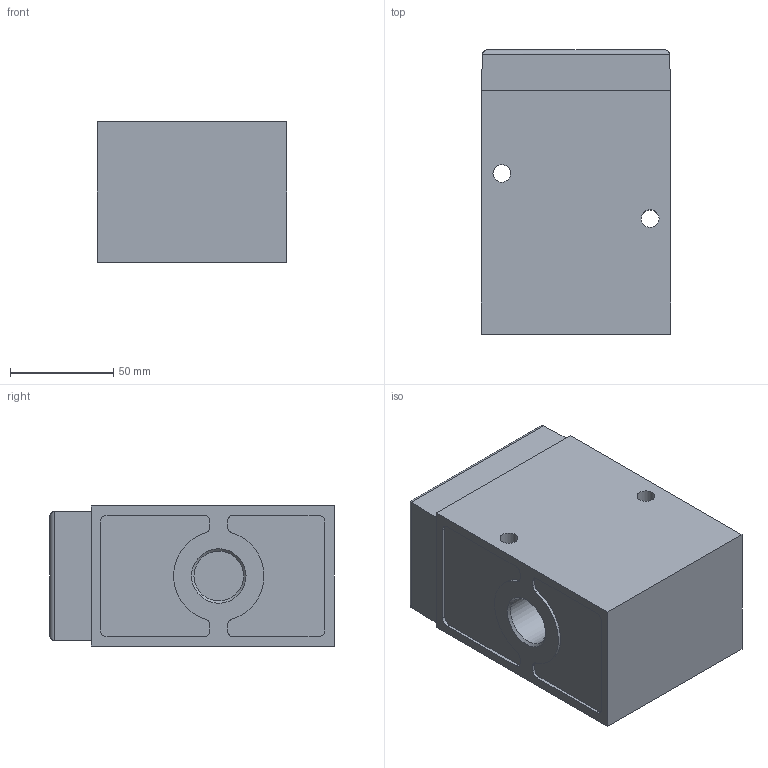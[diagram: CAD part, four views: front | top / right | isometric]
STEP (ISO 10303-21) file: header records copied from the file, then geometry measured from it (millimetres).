
FILE_DESCRIPTION(/* description */ ('STEP AP214'),/* implementation_level */ '2;1');
FILE_NAME(/* name */ '10049_VL_O-3-3_4',/* time_stamp */ '2024-09-13T11:09:00+02:00',/* author */ ('License CC BY-ND 4.0'),/* organization */ ('CADENAS'),/* preprocessor_version */ 'ST-DEVELOPER v19.3',/* originating_system */ 'PARTsolutions',/* authorisation */ ' ');
FILE_SCHEMA (('AUTOMOTIVE_DESIGN {1 0 10303 214 3 1 1}'));
Length unit declared in the file: millimetre
Products named in the file (1): 10049 VL/O-3-3/4
Bounding box: 92 x 138 x 68 mm (x, y, z)
Volume: 798113.8 mm3; surface area: 66783.9 mm2
Topology: 1 solids, 1 shells, 73 faces, 185 edges, 121 vertices
Faces by surface type: plane 35, cylinder 34, cone 4
Full cylindrical faces by diameter (mm): 8.6 x2, 11.445 x1, 24.117 x3
Entity records: 2194 total; most frequent: DIRECTION 394, CARTESIAN_POINT 368, ORIENTED_EDGE 348, EDGE_CURVE 174, AXIS2_PLACEMENT_3D 146, VERTEX_POINT 120, LINE 102, VECTOR 102
